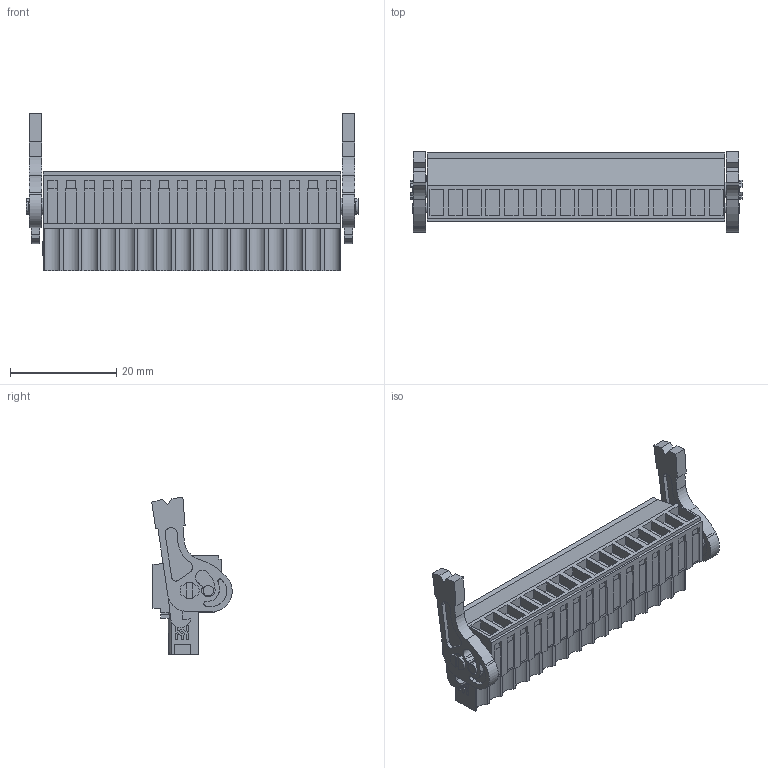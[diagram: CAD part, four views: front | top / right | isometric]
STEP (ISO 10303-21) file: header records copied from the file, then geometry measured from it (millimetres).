
FILE_DESCRIPTION(('CATIA V5 STEP Exchange','CAx-IF Rec.Pracs.--- Model Styling and Organization---1.2---2011-12-15'),'2;1');
FILE_NAME ('D1452690_0_1531140000_1531140000.stp','2017-04-25T12:39:35+00:00',('none'),('Weidmueller'),'CATIA Version 5-6 Release 2014','CATIA V5 STEP AP214','none');
FILE_SCHEMA(('AUTOMOTIVE_DESIGN { 1 0 10303 214 1 1 1 1 }'));
Length unit declared in the file: millimetre
Products named in the file (1): 1531140000
Bounding box: 62.4 x 15.12 x 29.66 mm (x, y, z)
Volume: 8931.2 mm3; surface area: 7627 mm2
Topology: 19 solids, 19 shells, 1169 faces, 3265 edges, 2216 vertices
Faces by surface type: plane 973, cylinder 136, extrusion 60
Entity records: 35124 total; most frequent: CARTESIAN_POINT 7286, ORIENTED_EDGE 6530, DIRECTION 4329, EDGE_CURVE 3265, VECTOR 2711, LINE 2651, VERTEX_POINT 2216, EDGE_LOOP 1259
